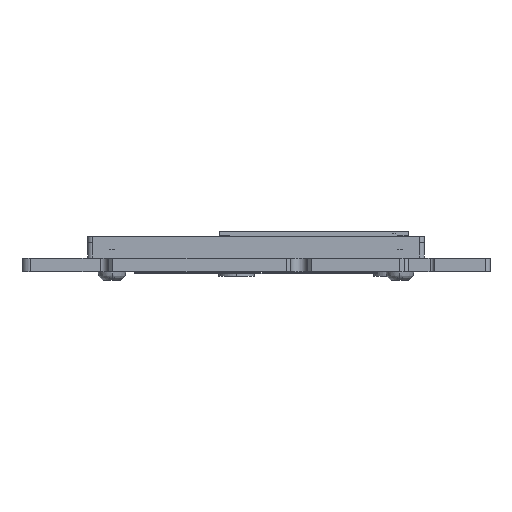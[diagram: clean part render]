
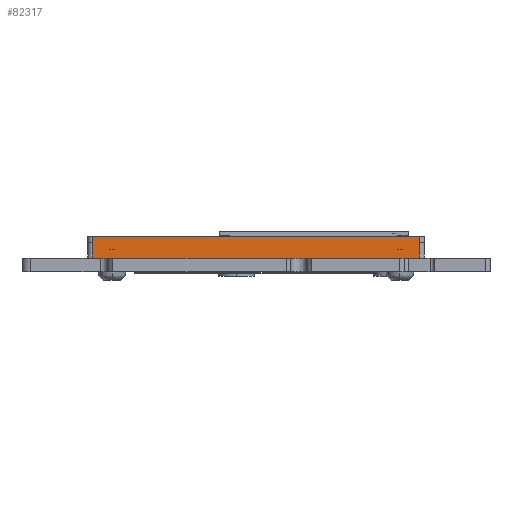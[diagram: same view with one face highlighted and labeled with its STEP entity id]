
A CAD part, front view. The second image highlights one B-rep face of the part: STEP entity #82317.
In plain terms, the highlighted planar face has unit normal (0, -1, 0).
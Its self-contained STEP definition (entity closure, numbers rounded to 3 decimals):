
#81945 = VERTEX_POINT('',#81946);
#81946 = CARTESIAN_POINT('',(2.292,-2.803,0.));
#81953 = EDGE_CURVE('',#81954,#81945,#81956,.T.);
#81954 = VERTEX_POINT('',#81955);
#81955 = CARTESIAN_POINT('',(-35.605,-2.803,0.));
#81956 = LINE('',#81957,#81958);
#81957 = CARTESIAN_POINT('',(-35.605,-2.803,0.));
#81958 = VECTOR('',#81959,1.);
#81959 = DIRECTION('',(1.,0.,0.));
#82297 = EDGE_CURVE('',#82298,#81954,#82300,.T.);
#82298 = VERTEX_POINT('',#82299);
#82299 = CARTESIAN_POINT('',(-35.605,-2.803,1.8));
#82300 = LINE('',#82301,#82302);
#82301 = CARTESIAN_POINT('',(-35.605,-2.803,1.8));
#82302 = VECTOR('',#82303,1.);
#82303 = DIRECTION('',(0.,0.,-1.));
#82317 = ADVANCED_FACE('',(#82318),#82352,.F.);
#82318 = FACE_BOUND('',#82319,.T.);
#82319 = EDGE_LOOP('',(#82320,#82330,#82336,#82337,#82338,#82346));
#82320 = ORIENTED_EDGE('',*,*,#82321,.F.);
#82321 = EDGE_CURVE('',#82322,#82324,#82326,.T.);
#82322 = VERTEX_POINT('',#82323);
#82323 = CARTESIAN_POINT('',(-35.605,-2.803,2.5));
#82324 = VERTEX_POINT('',#82325);
#82325 = CARTESIAN_POINT('',(2.292,-2.803,2.5));
#82326 = LINE('',#82327,#82328);
#82327 = CARTESIAN_POINT('',(-36.105,-2.803,2.5));
#82328 = VECTOR('',#82329,1.);
#82329 = DIRECTION('',(1.,0.,0.));
#82330 = ORIENTED_EDGE('',*,*,#82331,.T.);
#82331 = EDGE_CURVE('',#82322,#82298,#82332,.T.);
#82332 = LINE('',#82333,#82334);
#82333 = CARTESIAN_POINT('',(-35.605,-2.803,1.8));
#82334 = VECTOR('',#82335,1.);
#82335 = DIRECTION('',(0.,0.,-1.));
#82336 = ORIENTED_EDGE('',*,*,#82297,.T.);
#82337 = ORIENTED_EDGE('',*,*,#81953,.T.);
#82338 = ORIENTED_EDGE('',*,*,#82339,.F.);
#82339 = EDGE_CURVE('',#82340,#81945,#82342,.T.);
#82340 = VERTEX_POINT('',#82341);
#82341 = CARTESIAN_POINT('',(2.292,-2.803,1.8));
#82342 = LINE('',#82343,#82344);
#82343 = CARTESIAN_POINT('',(2.292,-2.803,1.8));
#82344 = VECTOR('',#82345,1.);
#82345 = DIRECTION('',(0.,0.,-1.));
#82346 = ORIENTED_EDGE('',*,*,#82347,.T.);
#82347 = EDGE_CURVE('',#82340,#82324,#82348,.T.);
#82348 = LINE('',#82349,#82350);
#82349 = CARTESIAN_POINT('',(2.292,-2.803,1.8));
#82350 = VECTOR('',#82351,1.);
#82351 = DIRECTION('',(0.,0.,1.));
#82352 = PLANE('',#82353);
#82353 = AXIS2_PLACEMENT_3D('',#82354,#82355,#82356);
#82354 = CARTESIAN_POINT('',(-35.605,-2.803,1.8));
#82355 = DIRECTION('',(0.,1.,0.));
#82356 = DIRECTION('',(0.,0.,1.));
